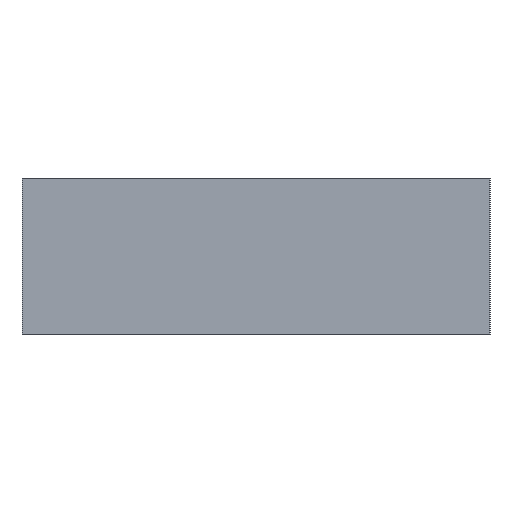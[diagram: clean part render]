
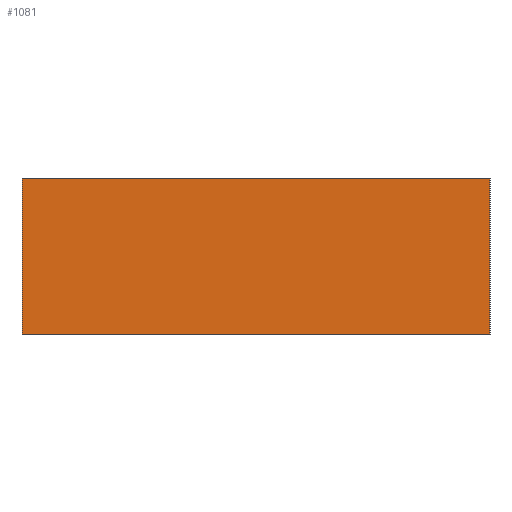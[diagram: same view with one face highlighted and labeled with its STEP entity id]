
A CAD part, left-side view. The second image highlights one B-rep face of the part: STEP entity #1081.
In plain terms, the highlighted planar face has unit normal (-1, 0, 0).
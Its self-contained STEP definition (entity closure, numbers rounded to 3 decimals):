
#2 = LINE ( 'NONE', #341, #992 ) ;
#23 = DIRECTION ( 'NONE',  ( 0., 0., -1. ) ) ;
#105 = EDGE_CURVE ( 'NONE', #558, #641, #513, .T. ) ;
#117 = CARTESIAN_POINT ( 'NONE',  ( -18., 18., 12. ) ) ;
#150 = EDGE_CURVE ( 'NONE', #816, #641, #674, .T. ) ;
#180 = CARTESIAN_POINT ( 'NONE',  ( -18., -18., 12. ) ) ;
#189 = DIRECTION ( 'NONE',  ( 0., -1., 0. ) ) ;
#223 = FACE_OUTER_BOUND ( 'NONE', #484, .T. ) ;
#226 = ORIENTED_EDGE ( 'NONE', *, *, #105, .F. ) ;
#246 = VECTOR ( 'NONE', #607, 1000. ) ;
#338 = DIRECTION ( 'NONE',  ( 0., 0., -1. ) ) ;
#340 = CARTESIAN_POINT ( 'NONE',  ( -18., 18., 0. ) ) ;
#341 = CARTESIAN_POINT ( 'NONE',  ( -18., -18., 12. ) ) ;
#381 = PLANE ( 'NONE',  #651 ) ;
#398 = ORIENTED_EDGE ( 'NONE', *, *, #976, .T. ) ;
#484 = EDGE_LOOP ( 'NONE', ( #749, #226, #637, #398 ) ) ;
#513 = LINE ( 'NONE', #180, #604 ) ;
#522 = LINE ( 'NONE', #602, #673 ) ;
#546 = CARTESIAN_POINT ( 'NONE',  ( -18., -18., 12. ) ) ;
#558 = VERTEX_POINT ( 'NONE', #846 ) ;
#602 = CARTESIAN_POINT ( 'NONE',  ( -18., 18., 12. ) ) ;
#604 = VECTOR ( 'NONE', #338, 1000. ) ;
#607 = DIRECTION ( 'NONE',  ( 0., -1., 0. ) ) ;
#637 = ORIENTED_EDGE ( 'NONE', *, *, #955, .F. ) ;
#640 = VERTEX_POINT ( 'NONE', #117 ) ;
#641 = VERTEX_POINT ( 'NONE', #716 ) ;
#651 = AXIS2_PLACEMENT_3D ( 'NONE', #546, #907, #733 ) ;
#673 = VECTOR ( 'NONE', #23, 1000. ) ;
#674 = LINE ( 'NONE', #1108, #246 ) ;
#716 = CARTESIAN_POINT ( 'NONE',  ( -18., -18., 0. ) ) ;
#733 = DIRECTION ( 'NONE',  ( 0., 0., -1. ) ) ;
#749 = ORIENTED_EDGE ( 'NONE', *, *, #150, .T. ) ;
#816 = VERTEX_POINT ( 'NONE', #340 ) ;
#846 = CARTESIAN_POINT ( 'NONE',  ( -18., -18., 12. ) ) ;
#907 = DIRECTION ( 'NONE',  ( 1., 0., 0. ) ) ;
#955 = EDGE_CURVE ( 'NONE', #640, #558, #2, .T. ) ;
#976 = EDGE_CURVE ( 'NONE', #640, #816, #522, .T. ) ;
#992 = VECTOR ( 'NONE', #189, 1000. ) ;
#1081 = ADVANCED_FACE ( 'NONE', ( #223 ), #381, .F. ) ;
#1108 = CARTESIAN_POINT ( 'NONE',  ( -18., -18., 0. ) ) ;
